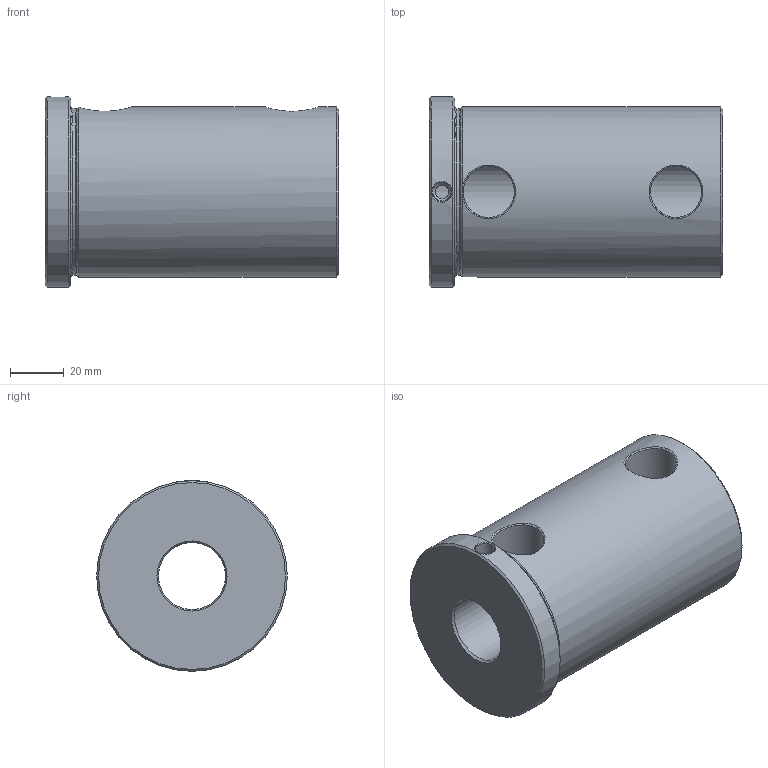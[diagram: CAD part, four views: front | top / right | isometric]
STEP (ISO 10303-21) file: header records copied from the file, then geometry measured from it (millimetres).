
FILE_DESCRIPTION((' '),'2;1');
FILE_NAME( 'HLBC-63.5x25x100.0252.stp', '2024-05-09T11:15:50', (' '), ('--- Datakit www.datakit.com---'), ' Datakit CrossCadWare V2023.2 Mar 22 2023', 'DATAKIT 2024 (c)', ' ');
FILE_SCHEMA(('AP242_MANAGED_MODEL_BASED_3D_ENGINEERING_MIM_LF { 1 0 10303 442 1 1 4 }'));
Length unit declared in the file: millimetre
Products named in the file (1): Compo-1
Bounding box: 109.55 x 71.12 x 71.12 mm (x, y, z)
Volume: 288407 mm3; surface area: 38922.6 mm2
Topology: 1 solids, 1 shells, 27 faces, 69 edges, 45 vertices
Faces by surface type: cylinder 8, cone 7, bspline 6, plane 4, torus 2
Full cylindrical faces by diameter (mm): 4.978 x1, 7.137 x1, 19.05 x2, 25 x1, 62.3 x1, 63.5 x1, 71.12 x1
Entity records: 4079 total; most frequent: CARTESIAN_POINT 3485, ORIENTED_EDGE 104, DIRECTION 102, EDGE_LOOP 53, EDGE_CURVE 52, AXIS2_PLACEMENT_3D 48, VERTEX_POINT 45, FACE_OUTER_BOUND 27
